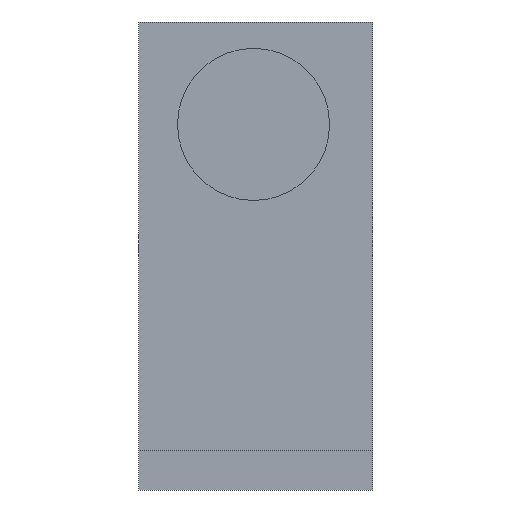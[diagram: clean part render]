
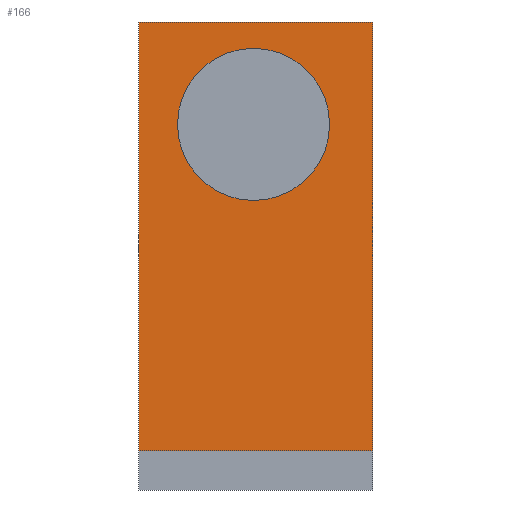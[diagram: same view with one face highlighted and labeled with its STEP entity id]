
A CAD part, front view. The second image highlights one B-rep face of the part: STEP entity #166.
In plain terms, the highlighted planar face has unit normal (0, -1, 0).
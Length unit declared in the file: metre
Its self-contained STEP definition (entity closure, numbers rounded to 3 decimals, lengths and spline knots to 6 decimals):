
#21=LINE('',#249,#39);
#22=LINE('',#252,#40);
#23=LINE('',#254,#41);
#24=LINE('',#256,#42);
#39=VECTOR('',#207,1.);
#40=VECTOR('',#208,1.);
#41=VECTOR('',#209,1.);
#42=VECTOR('',#210,1.);
#57=ORIENTED_EDGE('',*,*,#97,.F.);
#58=ORIENTED_EDGE('',*,*,#98,.T.);
#59=ORIENTED_EDGE('',*,*,#99,.T.);
#60=ORIENTED_EDGE('',*,*,#100,.F.);
#61=ORIENTED_EDGE('',*,*,#101,.F.);
#97=EDGE_CURVE('',#117,#117,#131,.T.);
#98=EDGE_CURVE('',#118,#119,#21,.T.);
#99=EDGE_CURVE('',#119,#120,#22,.T.);
#100=EDGE_CURVE('',#121,#120,#23,.T.);
#101=EDGE_CURVE('',#118,#121,#24,.T.);
#117=VERTEX_POINT('',#248);
#118=VERTEX_POINT('',#250);
#119=VERTEX_POINT('',#251);
#120=VERTEX_POINT('',#253);
#121=VERTEX_POINT('',#255);
#131=CIRCLE('',#190,0.00975);
#133=EDGE_LOOP('',(#57));
#134=EDGE_LOOP('',(#58,#59,#60,#61));
#145=FACE_BOUND('',#133,.T.);
#146=FACE_BOUND('',#134,.T.);
#157=PLANE('',#189);
#166=ADVANCED_FACE('',(#145,#146),#157,.T.);
#189=AXIS2_PLACEMENT_3D('',#246,#203,#204);
#190=AXIS2_PLACEMENT_3D('',#247,#205,#206);
#203=DIRECTION('',(0.,-1.,0.));
#204=DIRECTION('',(1.,0.,0.));
#205=DIRECTION('',(0.,-1.,0.));
#206=DIRECTION('',(0.,0.,-1.));
#207=DIRECTION('',(0.,0.,-1.));
#208=DIRECTION('',(1.,0.,0.));
#209=DIRECTION('',(0.,0.,-1.));
#210=DIRECTION('',(1.,0.,0.));
#246=CARTESIAN_POINT('',(0.000312,-0.005,-0.000837));
#247=CARTESIAN_POINT('',(0.,-0.005,0.016034));
#248=CARTESIAN_POINT('',(0.,-0.005,0.006284));
#249=CARTESIAN_POINT('',(-0.014688,-0.005,-0.000837));
#250=CARTESIAN_POINT('',(-0.014688,-0.005,0.029163));
#251=CARTESIAN_POINT('',(-0.014688,-0.005,-0.025837));
#252=CARTESIAN_POINT('',(0.000312,-0.005,-0.025837));
#253=CARTESIAN_POINT('',(0.015312,-0.005,-0.025837));
#254=CARTESIAN_POINT('',(0.015312,-0.005,-0.000837));
#255=CARTESIAN_POINT('',(0.015312,-0.005,0.029163));
#256=CARTESIAN_POINT('',(0.000312,-0.005,0.029163));
